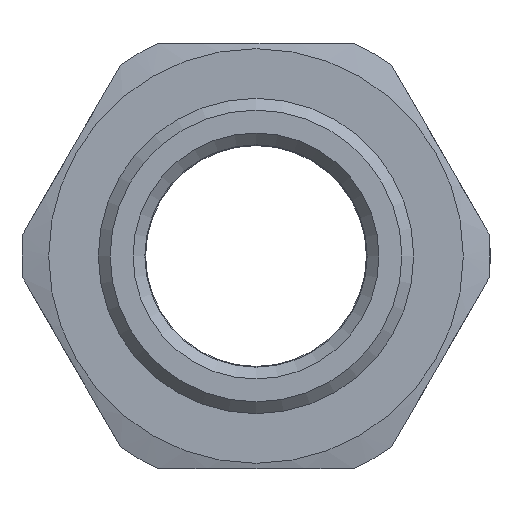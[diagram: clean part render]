
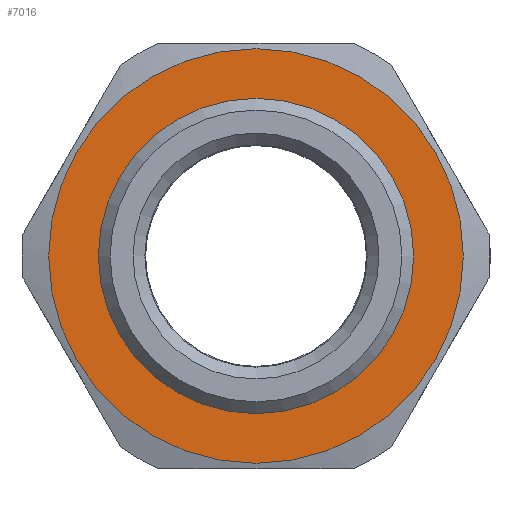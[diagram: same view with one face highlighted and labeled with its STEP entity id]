
A CAD part, left-side view. The second image highlights one B-rep face of the part: STEP entity #7016.
In plain terms, the highlighted planar face has unit normal (-1, 0, 0).
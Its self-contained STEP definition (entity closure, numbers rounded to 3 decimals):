
#452 = VERTEX_POINT ( 'NONE', #7473 ) ;
#540 = AXIS2_PLACEMENT_3D ( 'NONE', #3446, #1770, #1743 ) ;
#612 = PLANE ( 'NONE',  #540 ) ;
#805 = ORIENTED_EDGE ( 'NONE', *, *, #6611, .T. ) ;
#1078 = EDGE_CURVE ( 'NONE', #6726, #6726, #6113, .T. ) ;
#1743 = DIRECTION ( 'NONE',  ( 0., 0., -1. ) ) ;
#1770 = DIRECTION ( 'NONE',  ( 1., 0., 0. ) ) ;
#1981 = DIRECTION ( 'NONE',  ( 0., 0., -1. ) ) ;
#3082 = FACE_OUTER_BOUND ( 'NONE', #3227, .T. ) ;
#3097 = CARTESIAN_POINT ( 'NONE',  ( 15.3, 0., 0. ) ) ;
#3227 = EDGE_LOOP ( 'NONE', ( #5139 ) ) ;
#3350 = CARTESIAN_POINT ( 'NONE',  ( 15.3, 0., 0. ) ) ;
#3446 = CARTESIAN_POINT ( 'NONE',  ( 15.3, 10., 0. ) ) ;
#3734 = DIRECTION ( 'NONE',  ( 1., 0., 0. ) ) ;
#3952 = EDGE_LOOP ( 'NONE', ( #805 ) ) ;
#5133 = DIRECTION ( 'NONE',  ( 0., 0., -1. ) ) ;
#5139 = ORIENTED_EDGE ( 'NONE', *, *, #1078, .F. ) ;
#5173 = AXIS2_PLACEMENT_3D ( 'NONE', #3097, #3734, #1981 ) ;
#5263 = FACE_BOUND ( 'NONE', #3952, .T. ) ;
#5548 = CARTESIAN_POINT ( 'NONE',  ( 15.3, 0., -13.15 ) ) ;
#5642 = CIRCLE ( 'NONE', #6621, 10. ) ;
#6113 = CIRCLE ( 'NONE', #5173, 13.15 ) ;
#6611 = EDGE_CURVE ( 'NONE', #452, #452, #5642, .T. ) ;
#6621 = AXIS2_PLACEMENT_3D ( 'NONE', #3350, #7491, #5133 ) ;
#6726 = VERTEX_POINT ( 'NONE', #5548 ) ;
#7016 = ADVANCED_FACE ( 'NONE', ( #3082, #5263 ), #612, .F. ) ;
#7473 = CARTESIAN_POINT ( 'NONE',  ( 15.3, 0., -10. ) ) ;
#7491 = DIRECTION ( 'NONE',  ( 1., 0., 0. ) ) ;
